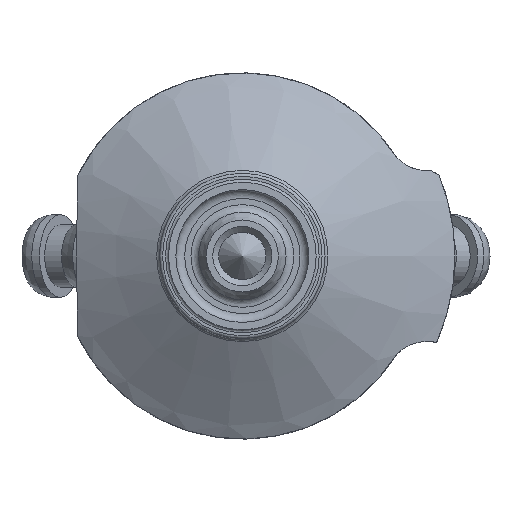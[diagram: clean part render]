
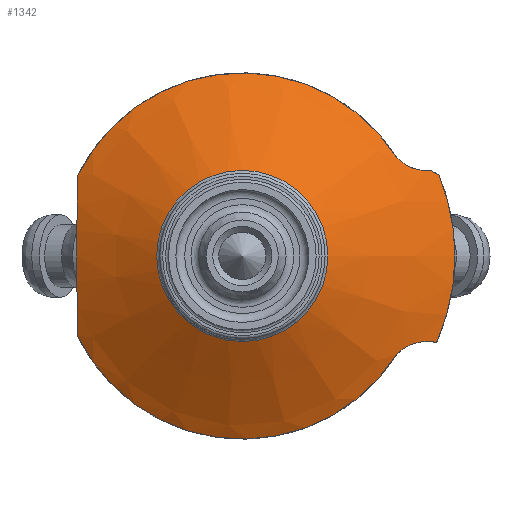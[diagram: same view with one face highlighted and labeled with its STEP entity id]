
A CAD part, front view. The second image highlights one B-rep face of the part: STEP entity #1342.
In plain terms, the highlighted conical face has half-angle 59.421 degrees and reference radius 25 mm.
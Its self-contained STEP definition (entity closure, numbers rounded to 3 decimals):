
#30=(
BOUNDED_CURVE()
B_SPLINE_CURVE(2,(#2306,#2307,#2308),.UNSPECIFIED.,.F.,.F.)
B_SPLINE_CURVE_WITH_KNOTS((3,3),(0.861,3.855),
 .UNSPECIFIED.)
CURVE()
GEOMETRIC_REPRESENTATION_ITEM()
RATIONAL_B_SPLINE_CURVE((1.081,1.189,1.081))
REPRESENTATION_ITEM('')
);
#33=(
BOUNDED_CURVE()
B_SPLINE_CURVE(2,(#2461,#2462,#2463),.UNSPECIFIED.,.F.,.F.)
B_SPLINE_CURVE_WITH_KNOTS((3,3),(4.496,4.623),
 .UNSPECIFIED.)
CURVE()
GEOMETRIC_REPRESENTATION_ITEM()
RATIONAL_B_SPLINE_CURVE((1.015,1.008,1.))
REPRESENTATION_ITEM('')
);
#133=FACE_BOUND('',#516,.T.);
#381=FACE_OUTER_BOUND('',#515,.T.);
#515=EDGE_LOOP('',(#1152,#1153,#1154,#1155,#1156,#1157,#1158));
#516=EDGE_LOOP('',(#1159));
#595=CIRCLE('',#1433,31.);
#596=CIRCLE('',#1437,31.);
#615=CIRCLE('',#1470,36.);
#632=CIRCLE('',#1510,14.491);
#675=B_SPLINE_CURVE_WITH_KNOTS('',3,(#2329,#2330,#2331,#2332,#2333,#2334,
#2335,#2336,#2337,#2338),.UNSPECIFIED.,.F.,.F.,(4,2,2,2,4),(3.673,
3.794,4.023,4.297,4.43),
 .UNSPECIFIED.);
#676=B_SPLINE_CURVE_WITH_KNOTS('',3,(#2467,#2468,#2469,#2470,#2471,#2472,
#2473,#2474,#2475,#2476),.UNSPECIFIED.,.F.,.F.,(4,2,2,2,4),(2.808,
2.834,3.108,3.336,3.458),
 .UNSPECIFIED.);
#728=VERTEX_POINT('',#2304);
#729=VERTEX_POINT('',#2305);
#734=VERTEX_POINT('',#2323);
#735=VERTEX_POINT('',#2328);
#736=VERTEX_POINT('',#2341);
#755=VERTEX_POINT('',#2454);
#757=VERTEX_POINT('',#2460);
#774=VERTEX_POINT('',#2529);
#857=EDGE_CURVE('',#728,#729,#30,.T.);
#865=EDGE_CURVE('',#734,#728,#595,.T.);
#868=EDGE_CURVE('',#734,#735,#675,.T.);
#870=EDGE_CURVE('',#729,#736,#596,.T.);
#893=EDGE_CURVE('',#755,#735,#615,.T.);
#896=EDGE_CURVE('',#757,#755,#33,.T.);
#899=EDGE_CURVE('',#757,#736,#676,.T.);
#916=EDGE_CURVE('',#774,#774,#632,.T.);
#1152=ORIENTED_EDGE('',*,*,#896,.F.);
#1153=ORIENTED_EDGE('',*,*,#899,.T.);
#1154=ORIENTED_EDGE('',*,*,#870,.F.);
#1155=ORIENTED_EDGE('',*,*,#857,.F.);
#1156=ORIENTED_EDGE('',*,*,#865,.F.);
#1157=ORIENTED_EDGE('',*,*,#868,.T.);
#1158=ORIENTED_EDGE('',*,*,#893,.F.);
#1159=ORIENTED_EDGE('',*,*,#916,.F.);
#1273=CONICAL_SURFACE('',#1509,25.,59.421);
#1342=ADVANCED_FACE('',(#381,#133),#1273,.T.);
#1433=AXIS2_PLACEMENT_3D('',#2324,#1686,#1687);
#1437=AXIS2_PLACEMENT_3D('',#2342,#1696,#1697);
#1470=AXIS2_PLACEMENT_3D('',#2455,#1763,#1764);
#1509=AXIS2_PLACEMENT_3D('',#2528,#1844,#1845);
#1510=AXIS2_PLACEMENT_3D('',#2530,#1846,#1847);
#1686=DIRECTION('center_axis',(0.,1.,0.));
#1687=DIRECTION('ref_axis',(-0.844,0.,0.537));
#1696=DIRECTION('center_axis',(0.,1.,0.));
#1697=DIRECTION('ref_axis',(0.901,0.,-0.433));
#1763=DIRECTION('center_axis',(0.,1.,0.));
#1764=DIRECTION('ref_axis',(1.,0.,0.));
#1844=DIRECTION('center_axis',(0.,1.,0.));
#1845=DIRECTION('ref_axis',(1.,0.,0.));
#1846=DIRECTION('center_axis',(0.,-1.,0.));
#1847=DIRECTION('ref_axis',(-1.,0.,0.));
#2304=CARTESIAN_POINT('',(-27.871,22.045,-13.572));
#2305=CARTESIAN_POINT('',(-27.871,22.045,13.572));
#2306=CARTESIAN_POINT('Ctrl Pts',(-27.871,22.045,-13.572));
#2307=CARTESIAN_POINT('Ctrl Pts',(-28.165,18.69,0.));
#2308=CARTESIAN_POINT('Ctrl Pts',(-27.871,22.045,13.572));
#2323=CARTESIAN_POINT('',(26.15,22.045,-16.649));
#2324=CARTESIAN_POINT('Origin',(0.,22.045,0.));
#2328=CARTESIAN_POINT('',(32.878,25.,-14.665));
#2329=CARTESIAN_POINT('Ctrl Pts',(26.15,22.045,-16.649));
#2330=CARTESIAN_POINT('Ctrl Pts',(26.439,22.093,-16.345));
#2331=CARTESIAN_POINT('Ctrl Pts',(26.759,22.168,-16.063));
#2332=CARTESIAN_POINT('Ctrl Pts',(27.735,22.454,-15.35));
#2333=CARTESIAN_POINT('Ctrl Pts',(28.443,22.728,-15.007));
#2334=CARTESIAN_POINT('Ctrl Pts',(29.915,23.379,-14.54));
#2335=CARTESIAN_POINT('Ctrl Pts',(30.795,23.822,-14.428));
#2336=CARTESIAN_POINT('Ctrl Pts',(32.069,24.525,-14.506));
#2337=CARTESIAN_POINT('Ctrl Pts',(32.482,24.763,-14.569));
#2338=CARTESIAN_POINT('Ctrl Pts',(32.878,25.,-14.665));
#2341=CARTESIAN_POINT('',(26.15,22.045,16.649));
#2342=CARTESIAN_POINT('Origin',(0.,22.045,0.));
#2454=CARTESIAN_POINT('',(33.272,25.,13.746));
#2455=CARTESIAN_POINT('Origin',(0.,25.,0.));
#2460=CARTESIAN_POINT('',(31.892,24.428,14.499));
#2461=CARTESIAN_POINT('Ctrl Pts',(31.892,24.428,14.499));
#2462=CARTESIAN_POINT('Ctrl Pts',(32.573,24.704,14.127));
#2463=CARTESIAN_POINT('Ctrl Pts',(33.272,25.,13.746));
#2467=CARTESIAN_POINT('Ctrl Pts',(31.892,24.428,14.499));
#2468=CARTESIAN_POINT('Ctrl Pts',(31.812,24.384,14.491));
#2469=CARTESIAN_POINT('Ctrl Pts',(31.731,24.339,14.485));
#2470=CARTESIAN_POINT('Ctrl Pts',(30.795,23.822,14.428));
#2471=CARTESIAN_POINT('Ctrl Pts',(29.915,23.379,14.54));
#2472=CARTESIAN_POINT('Ctrl Pts',(28.443,22.728,15.007));
#2473=CARTESIAN_POINT('Ctrl Pts',(27.735,22.454,15.35));
#2474=CARTESIAN_POINT('Ctrl Pts',(26.759,22.168,16.063));
#2475=CARTESIAN_POINT('Ctrl Pts',(26.439,22.093,16.345));
#2476=CARTESIAN_POINT('Ctrl Pts',(26.15,22.045,16.649));
#2528=CARTESIAN_POINT('Origin',(0.,18.5,0.));
#2529=CARTESIAN_POINT('',(14.491,12.29,0.));
#2530=CARTESIAN_POINT('Origin',(0.,12.29,0.));
